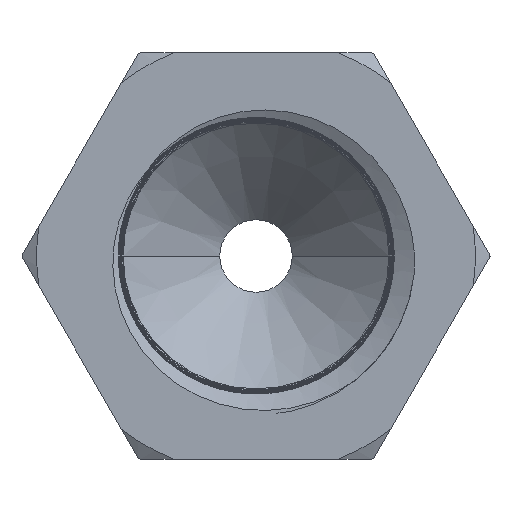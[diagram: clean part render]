
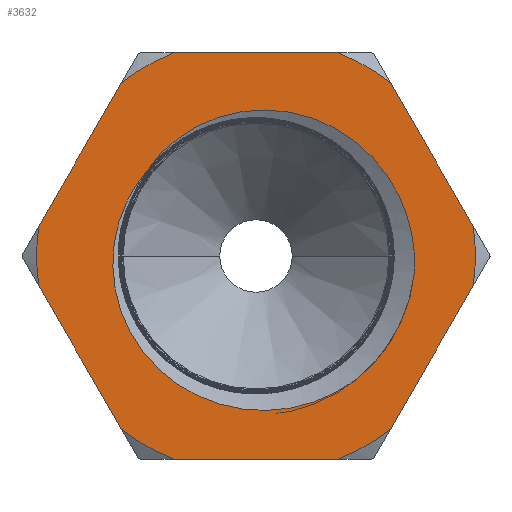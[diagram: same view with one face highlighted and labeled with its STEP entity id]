
A CAD part, left-side view. The second image highlights one B-rep face of the part: STEP entity #3632.
In plain terms, the highlighted planar face has unit normal (-1, 0, 0).
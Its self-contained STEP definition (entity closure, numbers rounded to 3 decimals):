
#121=DIRECTION('',(0.,-0.5,0.866));
#122=VECTOR('',#121,10.973);
#123=CARTESIAN_POINT('',(0.,14.391,1.974));
#124=LINE('',#123,#122);
#125=CARTESIAN_POINT('',(0.,0.,0.));
#126=DIRECTION('',(-1.,0.,0.));
#127=DIRECTION('',(0.,0.378,0.926));
#128=AXIS2_PLACEMENT_3D('',#125,#126,#127);
#130=DIRECTION('',(0.,-1.,0.));
#131=VECTOR('',#130,10.973);
#132=CARTESIAN_POINT('',(0.,5.487,13.45));
#133=LINE('',#132,#131);
#134=CARTESIAN_POINT('',(0.,0.,0.));
#135=DIRECTION('',(-1.,0.,0.));
#136=DIRECTION('',(0.,-0.613,0.79));
#137=AXIS2_PLACEMENT_3D('',#134,#135,#136);
#139=DIRECTION('',(0.,-0.5,-0.866));
#140=VECTOR('',#139,10.973);
#141=CARTESIAN_POINT('',(0.,-8.905,11.476));
#142=LINE('',#141,#140);
#143=DIRECTION('',(0.,0.5,-0.866));
#144=VECTOR('',#143,10.973);
#145=CARTESIAN_POINT('',(0.,-14.391,-1.974));
#146=LINE('',#145,#144);
#147=CARTESIAN_POINT('',(0.,0.,0.));
#148=DIRECTION('',(-1.,0.,0.));
#149=DIRECTION('',(0.,-0.378,-0.926));
#150=AXIS2_PLACEMENT_3D('',#147,#148,#149);
#152=DIRECTION('',(0.,1.,0.));
#153=VECTOR('',#152,10.973);
#154=CARTESIAN_POINT('',(0.,-5.487,-13.45));
#155=LINE('',#154,#153);
#156=CARTESIAN_POINT('',(0.,0.,0.));
#157=DIRECTION('',(-1.,0.,0.));
#158=DIRECTION('',(0.,0.613,-0.79));
#159=AXIS2_PLACEMENT_3D('',#156,#157,#158);
#161=DIRECTION('',(0.,0.5,0.866));
#162=VECTOR('',#161,10.973);
#163=CARTESIAN_POINT('',(0.,8.905,-11.476));
#164=LINE('',#163,#162);
#165=CARTESIAN_POINT('',(0.,7.254,5.618));
#166=CARTESIAN_POINT('',(0.,6.981,6.016));
#167=CARTESIAN_POINT('',(0.,6.378,6.763));
#168=CARTESIAN_POINT('',(0.,5.283,7.751));
#169=CARTESIAN_POINT('',(0.,4.051,8.551));
#170=CARTESIAN_POINT('',(0.,2.694,9.158));
#171=CARTESIAN_POINT('',(0.,1.25,9.547));
#172=CARTESIAN_POINT('',(0.,-0.244,9.708));
#173=CARTESIAN_POINT('',(0.,-1.764,9.634));
#174=CARTESIAN_POINT('',(0.,-3.248,9.326));
#175=CARTESIAN_POINT('',(0.,-4.675,8.792));
#176=CARTESIAN_POINT('',(0.,-6.022,8.034));
#177=CARTESIAN_POINT('',(0.,-7.263,7.055));
#178=CARTESIAN_POINT('',(0.,-8.332,5.892));
#179=CARTESIAN_POINT('',(0.,-9.148,4.674));
#180=CARTESIAN_POINT('',(0.,-9.727,3.493));
#181=CARTESIAN_POINT('',(0.,-10.127,2.341));
#182=CARTESIAN_POINT('',(0.,-10.385,1.197));
#183=CARTESIAN_POINT('',(0.,-10.513,0.029));
#184=CARTESIAN_POINT('',(0.,-10.511,-0.756));
#185=CARTESIAN_POINT('',(0.,-10.488,-1.15));
#187=CARTESIAN_POINT('',(0.,0.,0.));
#188=DIRECTION('',(-1.,0.,0.));
#189=DIRECTION('',(0.,0.791,0.612));
#190=AXIS2_PLACEMENT_3D('',#187,#188,#189);
#192=CARTESIAN_POINT('',(0.,-6.634,-8.195));
#193=CARTESIAN_POINT('',(0.,-6.191,-8.521));
#194=CARTESIAN_POINT('',(0.,-5.269,-9.096));
#195=CARTESIAN_POINT('',(0.,-3.756,-9.739));
#196=CARTESIAN_POINT('',(0.,-2.167,-10.133));
#197=CARTESIAN_POINT('',(0.,-0.55,-10.273));
#198=CARTESIAN_POINT('',(0.,1.072,-10.155));
#199=CARTESIAN_POINT('',(0.,2.632,-9.789));
#200=CARTESIAN_POINT('',(0.,4.127,-9.175));
#201=CARTESIAN_POINT('',(0.,5.484,-8.343));
#202=CARTESIAN_POINT('',(0.,6.693,-7.307));
#203=CARTESIAN_POINT('',(0.,7.711,-6.099));
#204=CARTESIAN_POINT('',(0.,8.517,-4.757));
#205=CARTESIAN_POINT('',(0.,9.098,-3.3));
#206=CARTESIAN_POINT('',(0.,9.433,-1.793));
#207=CARTESIAN_POINT('',(0.,9.522,-0.247));
#208=CARTESIAN_POINT('',(0.,9.361,1.272));
#209=CARTESIAN_POINT('',(0.,8.96,2.744));
#210=CARTESIAN_POINT('',(0.,8.327,4.123));
#211=CARTESIAN_POINT('',(0.,7.772,4.949));
#212=CARTESIAN_POINT('',(0.,7.46,5.341));
#214=CARTESIAN_POINT('',(0.,-10.488,-1.15));
#215=CARTESIAN_POINT('',(0.,-10.437,-1.607));
#216=CARTESIAN_POINT('',(0.,-10.278,-2.506));
#217=CARTESIAN_POINT('',(0.,-9.865,-3.82));
#218=CARTESIAN_POINT('',(0.,-9.282,-5.071));
#219=CARTESIAN_POINT('',(0.,-8.545,-6.232));
#220=CARTESIAN_POINT('',(0.,-7.664,-7.286));
#221=CARTESIAN_POINT('',(0.,-6.992,-7.906));
#222=CARTESIAN_POINT('',(0.,-6.634,-8.195));
#238=CARTESIAN_POINT('',(0.,0.,0.));
#239=DIRECTION('',(-1.,0.,0.));
#240=DIRECTION('',(0.,0.991,0.136));
#241=AXIS2_PLACEMENT_3D('',#238,#239,#240);
#264=CARTESIAN_POINT('',(0.,0.,0.));
#265=DIRECTION('',(-1.,0.,0.));
#266=DIRECTION('',(0.,-0.991,-0.136));
#267=AXIS2_PLACEMENT_3D('',#264,#265,#266);
#3378=CARTESIAN_POINT('',(0.,8.905,-11.476));
#3379=CARTESIAN_POINT('',(0.,5.487,-13.45));
#3380=VERTEX_POINT('',#3378);
#3381=VERTEX_POINT('',#3379);
#3382=CARTESIAN_POINT('',(0.,-5.487,-13.45));
#3383=CARTESIAN_POINT('',(0.,-8.905,-11.476));
#3384=VERTEX_POINT('',#3382);
#3385=VERTEX_POINT('',#3383);
#3386=CARTESIAN_POINT('',(0.,-8.905,11.476));
#3387=CARTESIAN_POINT('',(0.,-5.487,13.45));
#3388=VERTEX_POINT('',#3386);
#3389=VERTEX_POINT('',#3387);
#3390=CARTESIAN_POINT('',(0.,5.487,13.45));
#3391=CARTESIAN_POINT('',(0.,8.905,11.476));
#3392=VERTEX_POINT('',#3390);
#3393=VERTEX_POINT('',#3391);
#3410=CARTESIAN_POINT('',(0.,14.391,-1.974));
#3411=VERTEX_POINT('',#3410);
#3412=CARTESIAN_POINT('',(0.,14.391,1.974));
#3413=VERTEX_POINT('',#3412);
#3414=CARTESIAN_POINT('',(0.,-14.391,1.974));
#3415=VERTEX_POINT('',#3414);
#3416=CARTESIAN_POINT('',(0.,-14.391,-1.974));
#3417=VERTEX_POINT('',#3416);
#3460=VERTEX_POINT('',#165);
#3461=VERTEX_POINT('',#185);
#3462=VERTEX_POINT('',#222);
#3463=VERTEX_POINT('',#212);
#3591=CARTESIAN_POINT('',(0.,0.,0.));
#3592=DIRECTION('',(1.,0.,0.));
#3593=DIRECTION('',(0.,0.,-1.));
#3594=AXIS2_PLACEMENT_3D('',#3591,#3592,#3593);
#3595=PLANE('',#3594);
#3597=ORIENTED_EDGE('',*,*,#3596,.F.);
#3599=ORIENTED_EDGE('',*,*,#3598,.T.);
#3601=ORIENTED_EDGE('',*,*,#3600,.F.);
#3603=ORIENTED_EDGE('',*,*,#3602,.T.);
#3605=ORIENTED_EDGE('',*,*,#3604,.F.);
#3607=ORIENTED_EDGE('',*,*,#3606,.T.);
#3609=ORIENTED_EDGE('',*,*,#3608,.F.);
#3611=ORIENTED_EDGE('',*,*,#3610,.T.);
#3613=ORIENTED_EDGE('',*,*,#3612,.F.);
#3615=ORIENTED_EDGE('',*,*,#3614,.T.);
#3617=ORIENTED_EDGE('',*,*,#3616,.F.);
#3619=ORIENTED_EDGE('',*,*,#3618,.T.);
#3620=EDGE_LOOP('',(#3597,#3599,#3601,#3603,#3605,#3607,#3609,#3611,#3613,#3615,
#3617,#3619));
#3621=FACE_OUTER_BOUND('',#3620,.F.);
#3623=ORIENTED_EDGE('',*,*,#3622,.F.);
#3625=ORIENTED_EDGE('',*,*,#3624,.T.);
#3627=ORIENTED_EDGE('',*,*,#3626,.F.);
#3629=ORIENTED_EDGE('',*,*,#3628,.F.);
#3630=EDGE_LOOP('',(#3623,#3625,#3627,#3629));
#3631=FACE_BOUND('',#3630,.F.);
#129=CIRCLE('',#128,14.526);
#138=CIRCLE('',#137,14.526);
#151=CIRCLE('',#150,14.526);
#160=CIRCLE('',#159,14.526);
#186=B_SPLINE_CURVE_WITH_KNOTS('',3,(#165,#166,#167,#168,#169,#170,#171,#172,
#173,#174,#175,#176,#177,#178,#179,#180,#181,#182,#183,#184,#185),.UNSPECIFIED.,
.F.,.F.,(4,1,1,1,1,1,1,1,1,1,1,1,1,1,1,1,1,1,4),(0.,0.056,
0.111,0.167,0.222,0.278,
0.333,0.389,0.444,0.5,0.556,
0.611,0.667,0.722,0.778,
0.833,0.889,0.944,1.),.UNSPECIFIED.);
#191=CIRCLE('',#190,9.175);
#213=B_SPLINE_CURVE_WITH_KNOTS('',3,(#192,#193,#194,#195,#196,#197,#198,#199,
#200,#201,#202,#203,#204,#205,#206,#207,#208,#209,#210,#211,#212),.UNSPECIFIED.,
.F.,.F.,(4,1,1,1,1,1,1,1,1,1,1,1,1,1,1,1,1,1,4),(0.,0.056,
0.111,0.167,0.222,0.278,
0.333,0.389,0.444,0.5,0.556,
0.611,0.667,0.722,0.778,
0.833,0.889,0.944,1.),.UNSPECIFIED.);
#223=B_SPLINE_CURVE_WITH_KNOTS('',3,(#214,#215,#216,#217,#218,#219,#220,#221,
#222),.UNSPECIFIED.,.F.,.F.,(4,1,1,1,1,1,4),(0.,0.167,
0.333,0.5,0.667,0.833,1.),
.UNSPECIFIED.);
#242=CIRCLE('',#241,14.526);
#268=CIRCLE('',#267,14.526);
#3596=EDGE_CURVE('',#3413,#3411,#242,.T.);
#3598=EDGE_CURVE('',#3413,#3393,#124,.T.);
#3600=EDGE_CURVE('',#3392,#3393,#129,.T.);
#3602=EDGE_CURVE('',#3392,#3389,#133,.T.);
#3604=EDGE_CURVE('',#3388,#3389,#138,.T.);
#3606=EDGE_CURVE('',#3388,#3415,#142,.T.);
#3608=EDGE_CURVE('',#3417,#3415,#268,.T.);
#3610=EDGE_CURVE('',#3417,#3385,#146,.T.);
#3612=EDGE_CURVE('',#3384,#3385,#151,.T.);
#3614=EDGE_CURVE('',#3384,#3381,#155,.T.);
#3616=EDGE_CURVE('',#3380,#3381,#160,.T.);
#3618=EDGE_CURVE('',#3380,#3411,#164,.T.);
#3622=EDGE_CURVE('',#3460,#3461,#186,.T.);
#3624=EDGE_CURVE('',#3460,#3463,#191,.T.);
#3626=EDGE_CURVE('',#3462,#3463,#213,.T.);
#3628=EDGE_CURVE('',#3461,#3462,#223,.T.);
#3632=ADVANCED_FACE('',(#3621,#3631),#3595,.F.);
